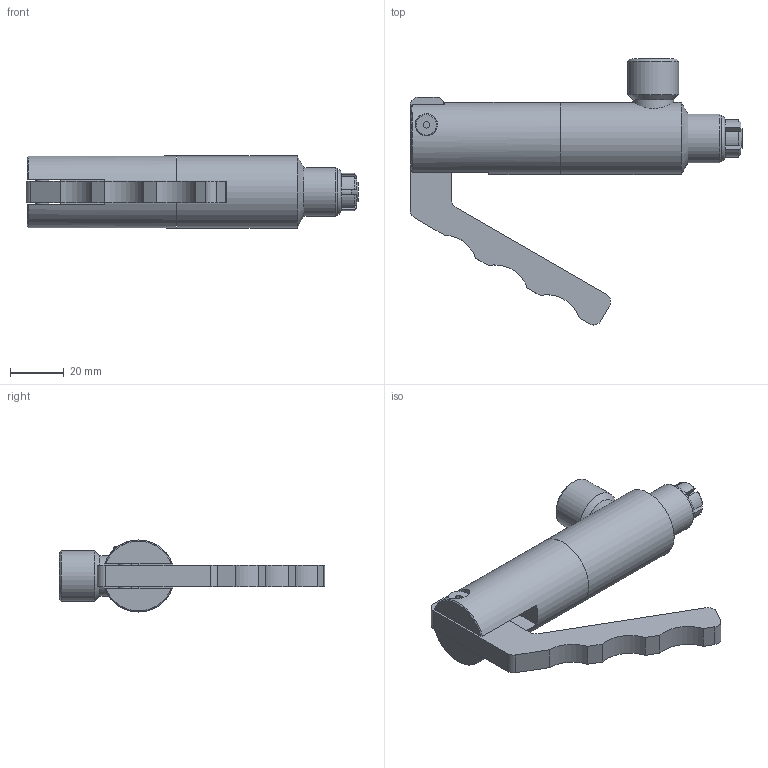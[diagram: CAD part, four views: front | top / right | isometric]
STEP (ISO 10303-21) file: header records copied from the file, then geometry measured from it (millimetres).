
FILE_DESCRIPTION(/* description */ (''),/* implementation_level */ '2;1');
FILE_NAME(/* name */ 'FNLR-148041.stp',/* time_stamp */ '2014-07-09T13:16:11-05:00',/* author */ ('scottg'),/* organization */ ('FasTest,Inc.'),/* preprocessor_version */ 'ST-DEVELOPER v15.2',/* originating_system */ 'Autodesk Inventor 2014',/* authorisation */ '');
FILE_SCHEMA (('AUTOMOTIVE_DESIGN { 1 0 10303 214 3 1 1 }'));
Length unit declared in the file: inch
Products named in the file (1): FNLR-148041
Bounding box: 124.12 x 99.44 x 26.92 mm (x, y, z)
Volume: 71567.3 mm3; surface area: 20173.8 mm2
Topology: 2 solids, 2 shells, 178 faces, 538 edges, 340 vertices
Faces by surface type: plane 95, cylinder 44, torus 20, cone 19
Full cylindrical faces by diameter (mm): 4.826 x2, 4.978 x1, 8.157 x1, 8.331 x1, 10.719 x1, 15.189 x1, 18.313 x1, 19.05 x1, 24.943 x1, 26.924 x2
Entity records: 6242 total; most frequent: CARTESIAN_POINT 1626, ORIENTED_EDGE 1028, DIRECTION 886, EDGE_CURVE 501, VERTEX_POINT 329, AXIS2_PLACEMENT_3D 309, LINE 268, VECTOR 268
